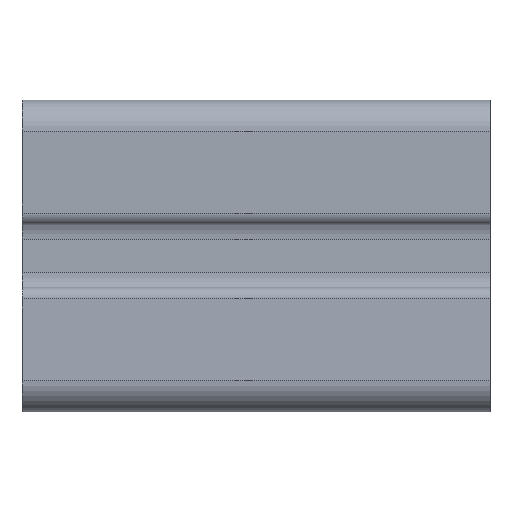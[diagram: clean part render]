
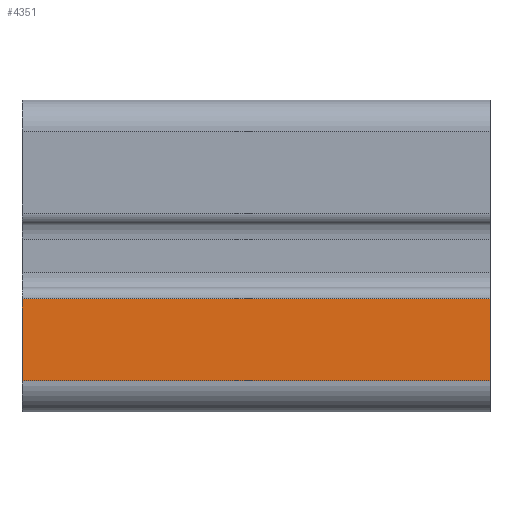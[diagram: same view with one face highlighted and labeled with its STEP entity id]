
A CAD part, left-side view. The second image highlights one B-rep face of the part: STEP entity #4351.
In plain terms, the highlighted planar face has unit normal (-1, 0, 0.019).
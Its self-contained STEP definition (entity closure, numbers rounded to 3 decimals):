
#226=FACE_OUTER_BOUND('',#462,.T.);
#462=EDGE_LOOP('',(#3308,#3309,#3310,#3311));
#929=LINE('',#6534,#1338);
#1086=LINE('',#7126,#1495);
#1087=LINE('',#7130,#1496);
#1088=LINE('',#7131,#1497);
#1338=VECTOR('',#5112,10.);
#1495=VECTOR('',#5665,10.);
#1496=VECTOR('',#5670,10.);
#1497=VECTOR('',#5671,10.);
#1776=VERTEX_POINT('',#6531);
#1777=VERTEX_POINT('',#6533);
#2014=VERTEX_POINT('',#7125);
#2015=VERTEX_POINT('',#7129);
#2226=EDGE_CURVE('',#1777,#1776,#929,.T.);
#2522=EDGE_CURVE('',#2014,#1777,#1086,.T.);
#2524=EDGE_CURVE('',#2015,#1776,#1087,.T.);
#2525=EDGE_CURVE('',#2014,#2015,#1088,.T.);
#3308=ORIENTED_EDGE('',*,*,#2226,.T.);
#3309=ORIENTED_EDGE('',*,*,#2524,.F.);
#3310=ORIENTED_EDGE('',*,*,#2525,.F.);
#3311=ORIENTED_EDGE('',*,*,#2522,.T.);
#4221=PLANE('',#4761);
#4351=ADVANCED_FACE('',(#226),#4221,.T.);
#4761=AXIS2_PLACEMENT_3D('',#7128,#5668,#5669);
#5112=DIRECTION('',(0.019,0.,1.));
#5665=DIRECTION('',(0.,-1.,0.));
#5668=DIRECTION('center_axis',(-1.,0.,0.019));
#5669=DIRECTION('ref_axis',(0.019,0.,1.));
#5670=DIRECTION('',(0.,-1.,0.));
#5671=DIRECTION('',(0.019,0.,1.));
#6531=CARTESIAN_POINT('',(-19.798,-35.,-5.499));
#6533=CARTESIAN_POINT('',(-19.998,-35.,-15.998));
#6534=CARTESIAN_POINT('',(-19.842,-35.,-7.811));
#7125=CARTESIAN_POINT('',(-19.998,25.,-15.998));
#7126=CARTESIAN_POINT('',(-19.998,-25.,-15.998));
#7128=CARTESIAN_POINT('Origin',(-19.998,0.,-15.998));
#7129=CARTESIAN_POINT('',(-19.798,25.,-5.499));
#7130=CARTESIAN_POINT('',(-19.798,-25.,-5.499));
#7131=CARTESIAN_POINT('',(-19.998,25.,-15.998));
